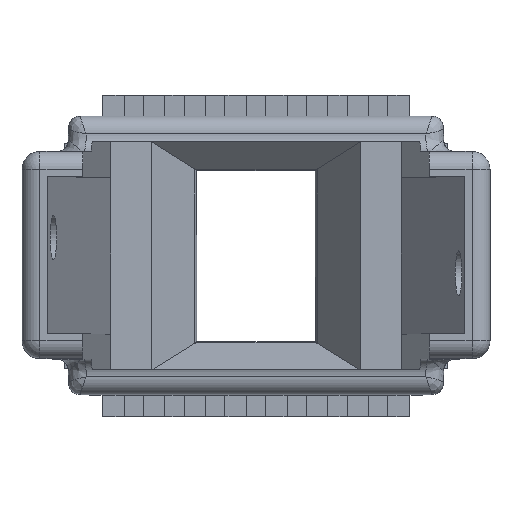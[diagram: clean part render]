
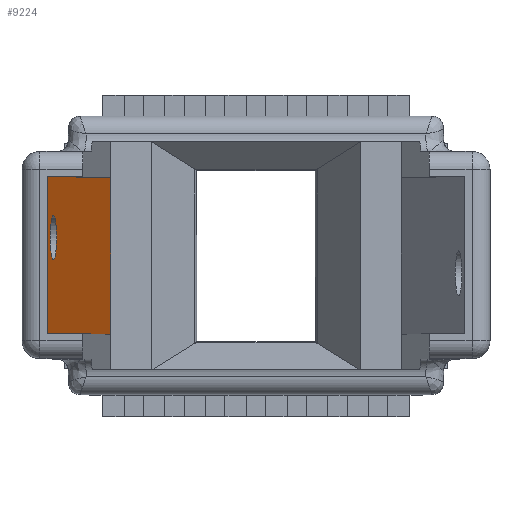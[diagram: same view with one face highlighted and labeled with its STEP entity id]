
A CAD part, top view. The second image highlights one B-rep face of the part: STEP entity #9224.
In plain terms, the highlighted planar face has unit normal (0.989, 0, 0.145).
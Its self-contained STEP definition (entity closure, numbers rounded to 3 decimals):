
#82=CIRCLE('',#9274,0.625);
#177=FACE_BOUND('',#1671,.T.);
#610=PLANE('',#9856);
#1115=FACE_OUTER_BOUND('',#1670,.T.);
#1670=EDGE_LOOP('',(#8655,#8656,#8657,#8658,#8659,#8660,#8661,#8662));
#1671=EDGE_LOOP('',(#8663));
#2563=LINE('',#14862,#3685);
#2566=LINE('',#14868,#3688);
#2568=LINE('',#14872,#3690);
#2865=LINE('',#15791,#3987);
#2868=LINE('',#15797,#3990);
#2872=LINE('',#15805,#3994);
#2873=LINE('',#15808,#3995);
#2874=LINE('',#15809,#3996);
#3685=VECTOR('',#11564,10.);
#3688=VECTOR('',#11569,10.);
#3690=VECTOR('',#11573,10.);
#3987=VECTOR('',#12176,10.);
#3990=VECTOR('',#12181,10.);
#3994=VECTOR('',#12191,10.);
#3995=VECTOR('',#12194,10.);
#3996=VECTOR('',#12195,10.);
#4024=VERTEX_POINT('',#12270);
#4608=VERTEX_POINT('',#14859);
#4609=VERTEX_POINT('',#14861);
#4610=VERTEX_POINT('',#14865);
#4612=VERTEX_POINT('',#14871);
#4816=VERTEX_POINT('',#15787);
#4817=VERTEX_POINT('',#15789);
#4818=VERTEX_POINT('',#15793);
#4821=VERTEX_POINT('',#15807);
#4856=EDGE_CURVE('',#4024,#4024,#82,.T.);
#5759=EDGE_CURVE('',#4608,#4609,#2563,.T.);
#5762=EDGE_CURVE('',#4608,#4610,#2566,.T.);
#5764=EDGE_CURVE('',#4612,#4609,#2568,.T.);
#6097=EDGE_CURVE('',#4816,#4817,#2865,.T.);
#6100=EDGE_CURVE('',#4816,#4818,#2868,.T.);
#6104=EDGE_CURVE('',#4818,#4610,#2872,.T.);
#6105=EDGE_CURVE('',#4821,#4817,#2873,.T.);
#6106=EDGE_CURVE('',#4612,#4821,#2874,.T.);
#8655=ORIENTED_EDGE('',*,*,#6104,.F.);
#8656=ORIENTED_EDGE('',*,*,#6100,.F.);
#8657=ORIENTED_EDGE('',*,*,#6097,.T.);
#8658=ORIENTED_EDGE('',*,*,#6105,.F.);
#8659=ORIENTED_EDGE('',*,*,#6106,.F.);
#8660=ORIENTED_EDGE('',*,*,#5764,.T.);
#8661=ORIENTED_EDGE('',*,*,#5759,.F.);
#8662=ORIENTED_EDGE('',*,*,#5762,.T.);
#8663=ORIENTED_EDGE('',*,*,#4856,.T.);
#9224=ADVANCED_FACE('',(#1115,#177),#610,.T.);
#9274=AXIS2_PLACEMENT_3D('',#12272,#9928,#9929);
#9856=AXIS2_PLACEMENT_3D('',#15806,#12192,#12193);
#9928=DIRECTION('center_axis',(-0.989,0.,-0.146));
#9929=DIRECTION('ref_axis',(0.146,0.,-0.989));
#11564=DIRECTION('',(0.,1.,0.));
#11569=DIRECTION('',(-0.146,0.,0.989));
#11573=DIRECTION('',(-0.146,0.,0.989));
#12176=DIRECTION('',(0.,-1.,0.));
#12181=DIRECTION('',(-0.146,0.,0.989));
#12191=DIRECTION('',(0.,1.,0.));
#12192=DIRECTION('center_axis',(0.989,0.,0.146));
#12193=DIRECTION('ref_axis',(-0.146,0.,0.989));
#12194=DIRECTION('',(-0.146,0.,0.989));
#12195=DIRECTION('',(0.,-1.,0.));
#12270=CARTESIAN_POINT('',(-5.762,0.5,-8.598));
#12272=CARTESIAN_POINT('Origin',(-5.671,0.5,-9.216));
#14859=CARTESIAN_POINT('',(-4.085,2.2,-20.));
#14861=CARTESIAN_POINT('',(-4.085,3.2,-20.));
#14862=CARTESIAN_POINT('',(-4.085,2.2,-20.));
#14865=CARTESIAN_POINT('',(-5.85,2.2,-8.));
#14868=CARTESIAN_POINT('',(-5.85,2.2,-8.));
#14871=CARTESIAN_POINT('',(-4.07,3.2,-20.1));
#14872=CARTESIAN_POINT('',(-4.085,3.2,-20.));
#15787=CARTESIAN_POINT('',(-4.085,-2.2,-20.));
#15789=CARTESIAN_POINT('',(-4.085,-3.2,-20.));
#15791=CARTESIAN_POINT('',(-4.085,-2.2,-20.));
#15793=CARTESIAN_POINT('',(-5.85,-2.2,-8.));
#15797=CARTESIAN_POINT('',(-5.85,-2.2,-8.));
#15805=CARTESIAN_POINT('',(-5.85,0.,-8.));
#15806=CARTESIAN_POINT('Origin',(-4.07,0.,-20.1));
#15807=CARTESIAN_POINT('',(-4.07,-3.2,-20.1));
#15808=CARTESIAN_POINT('',(-4.085,-3.2,-20.));
#15809=CARTESIAN_POINT('',(-4.07,0.,-20.1));
